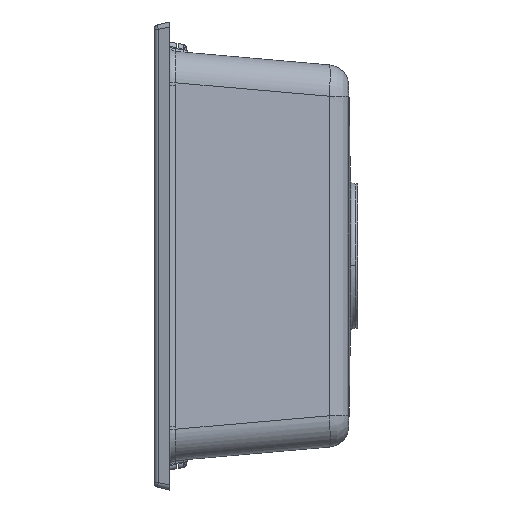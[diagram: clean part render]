
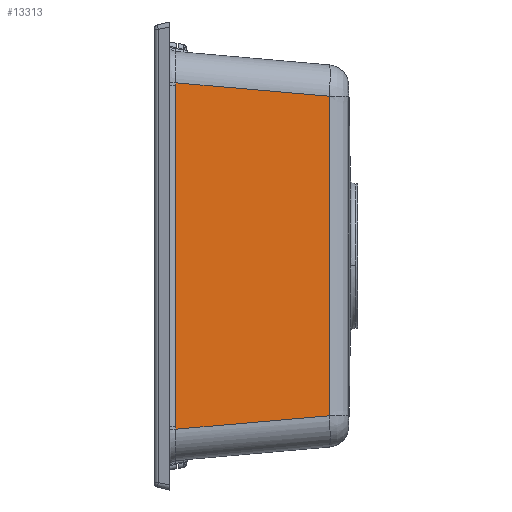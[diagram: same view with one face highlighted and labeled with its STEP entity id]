
A CAD part, left-side view. The second image highlights one B-rep face of the part: STEP entity #13313.
In plain terms, the highlighted planar face has unit normal (-0.996, -0.087, 0).
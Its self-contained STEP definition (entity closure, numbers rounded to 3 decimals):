
#349 = CARTESIAN_POINT ( 'NONE',  ( -336.584, -157.963, 26.284 ) ) ;
#496 = VERTEX_POINT ( 'NONE', #20165 ) ;
#733 = CARTESIAN_POINT ( 'NONE',  ( -336.584, -157.963, -52.568 ) ) ;
#1259 = VERTEX_POINT ( 'NONE', #23157 ) ;
#2553 = CARTESIAN_POINT ( 'NONE',  ( -336.584, -157.961, -91.995 ) ) ;
#2748 = CARTESIAN_POINT ( 'NONE',  ( -336.585, -157.96, 105.137 ) ) ;
#3964 = PLANE ( 'NONE',  #21265 ) ;
#4606 = DIRECTION ( 'NONE',  ( -0.087, 0.992, -0.087 ) ) ;
#4679 = CARTESIAN_POINT ( 'NONE',  ( -336.587, -157.932, 157.705 ) ) ;
#4957 = FACE_OUTER_BOUND ( 'NONE', #10676, .T. ) ;
#4959 = CARTESIAN_POINT ( 'NONE',  ( -336.584, -157.963, -26.284 ) ) ;
#5598 = VECTOR ( 'NONE', #7500, 1000. ) ;
#5705 = CARTESIAN_POINT ( 'NONE',  ( -349.838, -6.469, -170.179 ) ) ;
#6030 = VERTEX_POINT ( 'NONE', #21095 ) ;
#7102 = EDGE_CURVE ( 'NONE', #6030, #19227, #25454, .T. ) ;
#7128 = CARTESIAN_POINT ( 'NONE',  ( -349.837, -6.481, -168.619 ) ) ;
#7192 = CARTESIAN_POINT ( 'NONE',  ( -336.586, -157.945, -154.419 ) ) ;
#7391 = CARTESIAN_POINT ( 'NONE',  ( -336.584, -157.963, 52.568 ) ) ;
#7500 = DIRECTION ( 'NONE',  ( 0.087, -0.992, -0.087 ) ) ;
#7519 = VECTOR ( 'NONE', #19980, 1000. ) ;
#9080 = EDGE_CURVE ( 'NONE', #22359, #20764, #10702, .T. ) ;
#9225 = CARTESIAN_POINT ( 'NONE',  ( -336.585, -157.957, -124.85 ) ) ;
#9407 = CARTESIAN_POINT ( 'NONE',  ( -336.587, -157.932, -157.705 ) ) ;
#9504 = CARTESIAN_POINT ( 'NONE',  ( -336.584, -157.961, 91.995 ) ) ;
#9844 = CARTESIAN_POINT ( 'NONE',  ( -349.837, -6.481, -168.619 ) ) ;
#10123 = ORIENTED_EDGE ( 'NONE', *, *, #7102, .T. ) ;
#10676 = EDGE_LOOP ( 'NONE', ( #12898, #10123, #14837, #26498, #27834, #16150 ) ) ;
#10702 = B_SPLINE_CURVE_WITH_KNOTS ( 'NONE', 3,
 ( #9844, #27477, #5705, #14320 ),
 .UNSPECIFIED., .F., .F.,
 ( 4, 4 ),
 ( 0., 0.002 ),
 .UNSPECIFIED. ) ;
#11609 = CARTESIAN_POINT ( 'NONE',  ( -351.783, 15.758, 172.901 ) ) ;
#11708 = CARTESIAN_POINT ( 'NONE',  ( -336.585, -157.96, -105.137 ) ) ;
#12781 = DIRECTION ( 'NONE',  ( 0.087, -0.996, 0. ) ) ;
#12898 = ORIENTED_EDGE ( 'NONE', *, *, #17169, .F. ) ;
#13313 = ADVANCED_FACE ( 'NONE', ( #4957 ), #3964, .T. ) ;
#13804 = CARTESIAN_POINT ( 'NONE',  ( -349.837, -6.481, 202.492 ) ) ;
#14320 = CARTESIAN_POINT ( 'NONE',  ( -349.84, -6.446, -170.958 ) ) ;
#14702 = DIRECTION ( 'NONE',  ( -0.996, -0.087, 0. ) ) ;
#14776 = CARTESIAN_POINT ( 'NONE',  ( -349.838, -6.469, 170.179 ) ) ;
#14837 = ORIENTED_EDGE ( 'NONE', *, *, #24075, .T. ) ;
#15812 = EDGE_CURVE ( 'NONE', #496, #20764, #26876, .T. ) ;
#15892 = CARTESIAN_POINT ( 'NONE',  ( -336.585, -157.954, 141.277 ) ) ;
#15987 = CARTESIAN_POINT ( 'NONE',  ( -336.585, -157.957, 124.85 ) ) ;
#16092 = CARTESIAN_POINT ( 'NONE',  ( -336.585, -157.95, -151.134 ) ) ;
#16150 = ORIENTED_EDGE ( 'NONE', *, *, #24582, .F. ) ;
#16564 = LINE ( 'NONE', #11609, #5598 ) ;
#16714 = CARTESIAN_POINT ( 'NONE',  ( -349.837, -6.481, 169.399 ) ) ;
#17169 = EDGE_CURVE ( 'NONE', #6030, #1259, #16564, .T. ) ;
#17460 = CARTESIAN_POINT ( 'NONE',  ( -351.783, 15.758, -172.901 ) ) ;
#18852 = LINE ( 'NONE', #13804, #7519 ) ;
#19227 = VERTEX_POINT ( 'NONE', #28062 ) ;
#19980 = DIRECTION ( 'NONE',  ( 0., 0., -1. ) ) ;
#20140 = CARTESIAN_POINT ( 'NONE',  ( -336.585, -157.953, -141.277 ) ) ;
#20165 = CARTESIAN_POINT ( 'NONE',  ( -336.587, -157.932, -157.705 ) ) ;
#20342 = CARTESIAN_POINT ( 'NONE',  ( -336.585, -157.952, -144.563 ) ) ;
#20544 = CARTESIAN_POINT ( 'NONE',  ( -336.585, -157.953, 144.563 ) ) ;
#20764 = VERTEX_POINT ( 'NONE', #23873 ) ;
#21095 = CARTESIAN_POINT ( 'NONE',  ( -349.84, -6.446, 170.958 ) ) ;
#21265 = AXIS2_PLACEMENT_3D ( 'NONE', #25945, #14702, #12781 ) ;
#22359 = VERTEX_POINT ( 'NONE', #7128 ) ;
#22450 = CARTESIAN_POINT ( 'NONE',  ( -336.586, -157.945, 154.419 ) ) ;
#23157 = CARTESIAN_POINT ( 'NONE',  ( -336.587, -157.932, 157.705 ) ) ;
#23873 = CARTESIAN_POINT ( 'NONE',  ( -349.84, -6.446, -170.958 ) ) ;
#24075 = EDGE_CURVE ( 'NONE', #19227, #22359, #18852, .T. ) ;
#24582 = EDGE_CURVE ( 'NONE', #1259, #496, #28086, .T. ) ;
#24661 = CARTESIAN_POINT ( 'NONE',  ( -336.585, -157.95, 151.134 ) ) ;
#25454 = B_SPLINE_CURVE_WITH_KNOTS ( 'NONE', 3,
 ( #27928, #14776, #16714, #27673 ),
 .UNSPECIFIED., .F., .F.,
 ( 4, 4 ),
 ( 0., 0.002 ),
 .UNSPECIFIED. ) ;
#25883 = VECTOR ( 'NONE', #4606, 1000. ) ;
#25945 = CARTESIAN_POINT ( 'NONE',  ( -351.633, 14.041, -192.675 ) ) ;
#26498 = ORIENTED_EDGE ( 'NONE', *, *, #9080, .T. ) ;
#26831 = CARTESIAN_POINT ( 'NONE',  ( -336.585, -157.956, 131.421 ) ) ;
#26876 = LINE ( 'NONE', #17460, #25883 ) ;
#27036 = CARTESIAN_POINT ( 'NONE',  ( -336.585, -157.956, -131.421 ) ) ;
#27477 = CARTESIAN_POINT ( 'NONE',  ( -349.837, -6.481, -169.399 ) ) ;
#27673 = CARTESIAN_POINT ( 'NONE',  ( -349.837, -6.481, 168.619 ) ) ;
#27834 = ORIENTED_EDGE ( 'NONE', *, *, #15812, .F. ) ;
#27928 = CARTESIAN_POINT ( 'NONE',  ( -349.84, -6.446, 170.958 ) ) ;
#28062 = CARTESIAN_POINT ( 'NONE',  ( -349.837, -6.481, 168.619 ) ) ;
#28086 = B_SPLINE_CURVE_WITH_KNOTS ( 'NONE', 3,
 ( #4679, #22450, #24661, #20544, #15892, #26831, #15987, #2748, #9504, #7391, #349, #4959, #733, #2553, #11708, #9225, #27036, #20140, #20342, #16092, #7192, #9407 ),
 .UNSPECIFIED., .F., .F.,
 ( 4, 2, 2, 2, 2, 2, 2, 2, 2, 2, 4 ),
 ( 0., 0.01, 0.02, 0.039, 0.079, 0.158, 0.237, 0.276, 0.296, 0.306, 0.315 ),
 .UNSPECIFIED. ) ;
